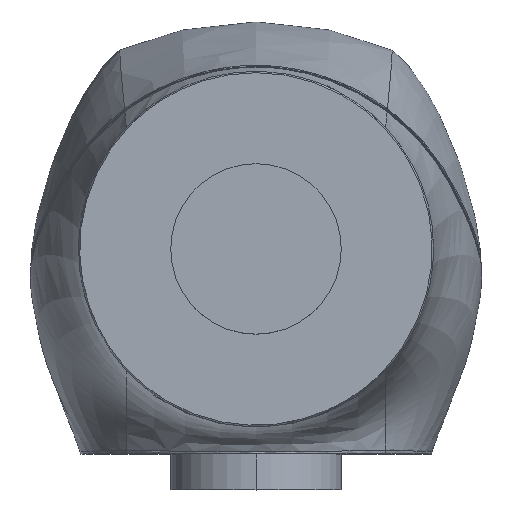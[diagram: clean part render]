
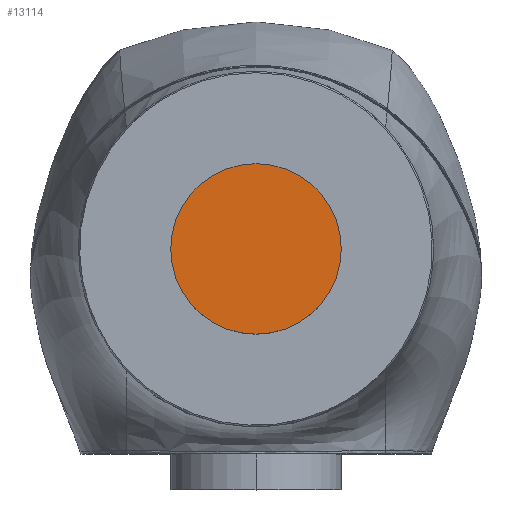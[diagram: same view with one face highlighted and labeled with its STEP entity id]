
A CAD part, top view. The second image highlights one B-rep face of the part: STEP entity #13114.
In plain terms, the highlighted planar face has unit normal (0, 0, 1).
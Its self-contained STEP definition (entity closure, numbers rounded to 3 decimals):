
#2727 = DIRECTION ( 'NONE',  ( 1., 0., 0. ) ) ;
#3646 = AXIS2_PLACEMENT_3D ( 'NONE', #7057, #8323, #19101 ) ;
#4076 = DIRECTION ( 'NONE',  ( 0., 0., 1. ) ) ;
#5135 = VERTEX_POINT ( 'NONE', #14215 ) ;
#5882 = DIRECTION ( 'NONE',  ( 0., 0., 1. ) ) ;
#6067 = EDGE_CURVE ( 'NONE', #15948, #5135, #10721, .T. ) ;
#7057 = CARTESIAN_POINT ( 'NONE',  ( 0., 0., 1230.9 ) ) ;
#7520 = ORIENTED_EDGE ( 'NONE', *, *, #6067, .T. ) ;
#8323 = DIRECTION ( 'NONE',  ( 0., 0., 1. ) ) ;
#9308 = EDGE_LOOP ( 'NONE', ( #11259, #7520 ) ) ;
#9692 = CIRCLE ( 'NONE', #3646, 25. ) ;
#9846 = PLANE ( 'NONE',  #14056 ) ;
#10234 = CARTESIAN_POINT ( 'NONE',  ( 25., 0., 1230.9 ) ) ;
#10452 = AXIS2_PLACEMENT_3D ( 'NONE', #14745, #4076, #2727 ) ;
#10590 = CARTESIAN_POINT ( 'NONE',  ( 0., 0., 1230.9 ) ) ;
#10721 = CIRCLE ( 'NONE', #10452, 25. ) ;
#11259 = ORIENTED_EDGE ( 'NONE', *, *, #17027, .T. ) ;
#13114 = ADVANCED_FACE ( 'NONE', ( #14043 ), #9846, .T. ) ;
#13482 = DIRECTION ( 'NONE',  ( -1., 0., 0. ) ) ;
#14043 = FACE_OUTER_BOUND ( 'NONE', #9308, .T. ) ;
#14056 = AXIS2_PLACEMENT_3D ( 'NONE', #10590, #5882, #13482 ) ;
#14215 = CARTESIAN_POINT ( 'NONE',  ( -25., 0., 1230.9 ) ) ;
#14745 = CARTESIAN_POINT ( 'NONE',  ( 0., 0., 1230.9 ) ) ;
#15948 = VERTEX_POINT ( 'NONE', #10234 ) ;
#17027 = EDGE_CURVE ( 'NONE', #5135, #15948, #9692, .T. ) ;
#19101 = DIRECTION ( 'NONE',  ( 1., 0., 0. ) ) ;
